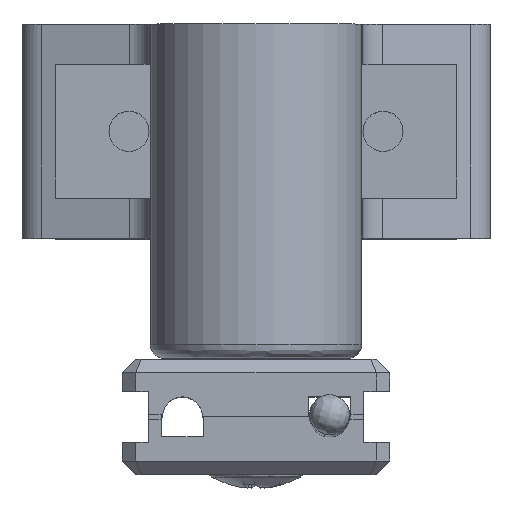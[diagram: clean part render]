
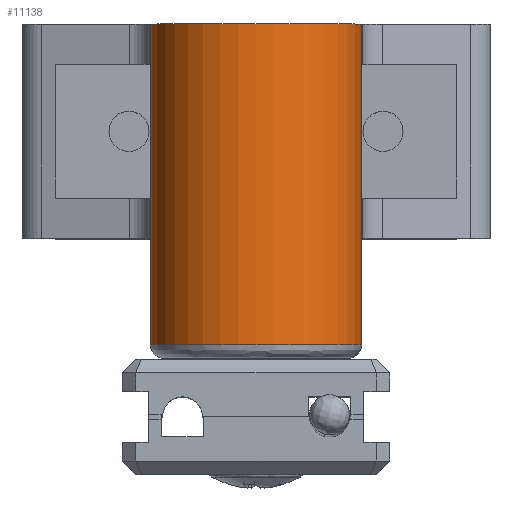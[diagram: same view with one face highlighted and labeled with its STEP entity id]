
A CAD part, top view. The second image highlights one B-rep face of the part: STEP entity #11138.
In plain terms, the highlighted cylindrical face has radius 7.9 mm (diameter 15.8 mm), a partial arc.
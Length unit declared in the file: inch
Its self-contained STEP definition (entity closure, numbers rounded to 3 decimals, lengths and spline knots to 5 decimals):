
#54 = CARTESIAN_POINT ( 'NONE',  ( -0.03377, 0.31496, 2.23707 ) ) ;
#530 = ORIENTED_EDGE ( 'NONE', *, *, #5333, .T. ) ;
#556 = CARTESIAN_POINT ( 'NONE',  ( -0.03377, -0.62992, 2.23707 ) ) ;
#1123 = DIRECTION ( 'NONE',  ( 0., 1., 0. ) ) ;
#1261 = AXIS2_PLACEMENT_3D ( 'NONE', #12806, #5285, #16125 ) ;
#2207 = VERTEX_POINT ( 'NONE', #8760 ) ;
#2967 = DIRECTION ( 'NONE',  ( 1., 0., 0. ) ) ;
#3311 = VECTOR ( 'NONE', #7974, 39.37008 ) ;
#3535 = VERTEX_POINT ( 'NONE', #17359 ) ;
#3683 = CARTESIAN_POINT ( 'NONE',  ( -0.3448, 0.31496, 2.23707 ) ) ;
#4746 = VERTEX_POINT ( 'NONE', #18392 ) ;
#4789 = EDGE_CURVE ( 'NONE', #4746, #3535, #11250, .T. ) ;
#4876 = AXIS2_PLACEMENT_3D ( 'NONE', #54, #16266, #2967 ) ;
#5285 = DIRECTION ( 'NONE',  ( 0., -1., 0. ) ) ;
#5333 = EDGE_CURVE ( 'NONE', #3535, #6226, #5927, .T. ) ;
#5716 = ORIENTED_EDGE ( 'NONE', *, *, #4789, .T. ) ;
#5890 = VECTOR ( 'NONE', #1123, 39.37008 ) ;
#5927 = CIRCLE ( 'NONE', #14420, 0.31102 ) ;
#6226 = VERTEX_POINT ( 'NONE', #15480 ) ;
#6848 = VECTOR ( 'NONE', #12681, 39.37008 ) ;
#7070 = CYLINDRICAL_SURFACE ( 'NONE', #1261, 0.31102 ) ;
#7332 = EDGE_CURVE ( 'NONE', #2207, #16293, #11196, .T. ) ;
#7974 = DIRECTION ( 'NONE',  ( 0., -1., 0. ) ) ;
#8760 = CARTESIAN_POINT ( 'NONE',  ( 0.27725, -0.31496, 2.23707 ) ) ;
#8980 = CARTESIAN_POINT ( 'NONE',  ( 0.27725, 0.31496, 2.23707 ) ) ;
#9053 = CARTESIAN_POINT ( 'NONE',  ( 0.27725, 0.31496, 2.23707 ) ) ;
#9150 = ORIENTED_EDGE ( 'NONE', *, *, #7332, .T. ) ;
#9893 = EDGE_CURVE ( 'NONE', #14787, #4746, #14904, .T. ) ;
#11138 = ADVANCED_FACE ( 'NONE', ( #15993 ), #7070, .T. ) ;
#11196 = LINE ( 'NONE', #11465, #5890 ) ;
#11250 = LINE ( 'NONE', #15584, #6848 ) ;
#11465 = CARTESIAN_POINT ( 'NONE',  ( 0.27725, 0.31496, 2.23707 ) ) ;
#11706 = ORIENTED_EDGE ( 'NONE', *, *, #18513, .T. ) ;
#12062 = ORIENTED_EDGE ( 'NONE', *, *, #12626, .F. ) ;
#12626 = EDGE_CURVE ( 'NONE', #2207, #6226, #14194, .T. ) ;
#12681 = DIRECTION ( 'NONE',  ( 0., -1., 0. ) ) ;
#12806 = CARTESIAN_POINT ( 'NONE',  ( -0.03377, 0.31496, 2.23707 ) ) ;
#14194 = LINE ( 'NONE', #9053, #17229 ) ;
#14420 = AXIS2_PLACEMENT_3D ( 'NONE', #556, #17066, #16875 ) ;
#14787 = VERTEX_POINT ( 'NONE', #17112 ) ;
#14904 = LINE ( 'NONE', #3683, #3311 ) ;
#15025 = DIRECTION ( 'NONE',  ( 0., -1., 0. ) ) ;
#15400 = ORIENTED_EDGE ( 'NONE', *, *, #9893, .T. ) ;
#15480 = CARTESIAN_POINT ( 'NONE',  ( 0.27725, -0.62992, 2.23707 ) ) ;
#15584 = CARTESIAN_POINT ( 'NONE',  ( -0.3448, 0.31496, 2.23707 ) ) ;
#15993 = FACE_OUTER_BOUND ( 'NONE', #17421, .T. ) ;
#16125 = DIRECTION ( 'NONE',  ( 1., 0., 0. ) ) ;
#16266 = DIRECTION ( 'NONE',  ( 0., -1., 0. ) ) ;
#16293 = VERTEX_POINT ( 'NONE', #8980 ) ;
#16875 = DIRECTION ( 'NONE',  ( 1., 0., 0. ) ) ;
#17066 = DIRECTION ( 'NONE',  ( 0., 1., 0. ) ) ;
#17112 = CARTESIAN_POINT ( 'NONE',  ( -0.3448, 0.31496, 2.23707 ) ) ;
#17229 = VECTOR ( 'NONE', #15025, 39.37008 ) ;
#17359 = CARTESIAN_POINT ( 'NONE',  ( -0.3448, -0.62992, 2.23707 ) ) ;
#17421 = EDGE_LOOP ( 'NONE', ( #15400, #5716, #530, #12062, #9150, #11706 ) ) ;
#17813 = CIRCLE ( 'NONE', #4876, 0.31102 ) ;
#18392 = CARTESIAN_POINT ( 'NONE',  ( -0.3448, -0.31496, 2.23707 ) ) ;
#18513 = EDGE_CURVE ( 'NONE', #16293, #14787, #17813, .T. ) ;
